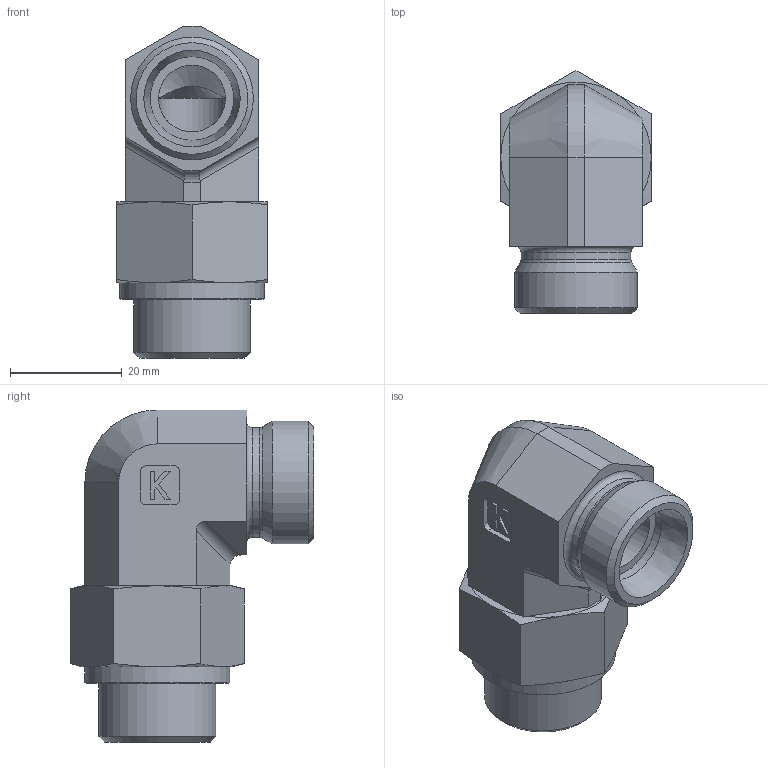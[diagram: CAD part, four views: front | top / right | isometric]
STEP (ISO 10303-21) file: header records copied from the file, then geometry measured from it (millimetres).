
FILE_DESCRIPTION((''),'2;1');
FILE_NAME('671614822.stp','2015-02-06T14:04:41',(''),('KNOMI spol. s r. o.'),'Autodesk Inventor 2012','Autodesk Inventor 2012','');
FILE_SCHEMA(('AUTOMOTIVE_DESIGN { 1 2 10303 214 0 1 1 1 }'));
Length unit declared in the file: millimetre
Products named in the file (3): ÚPS G1/2"/M22 B; 6786154822; 6756148
Assembly tree (2 placements, depth 2):
  ÚPS G1/2"/M22 B
    6786154822
    6756148
Bounding box: 27 x 43.59 x 59.49 mm (x, y, z)
Volume: 26814.2 mm3; surface area: 12215.1 mm2
Topology: 2 solids, 2 shells, 92 faces, 218 edges, 136 vertices
Faces by surface type: plane 46, cone 26, cylinder 18, torus 2
Full cylindrical faces by diameter (mm): 12 x2, 15 x1, 18.631 x1, 19.7 x1, 20.954 x1, 22 x3, 26 x1
Entity records: 2599 total; most frequent: CARTESIAN_POINT 480, DIRECTION 420, ORIENTED_EDGE 378, EDGE_CURVE 189, AXIS2_PLACEMENT_3D 159, VERTEX_POINT 129, EDGE_LOOP 124, VECTOR 102
